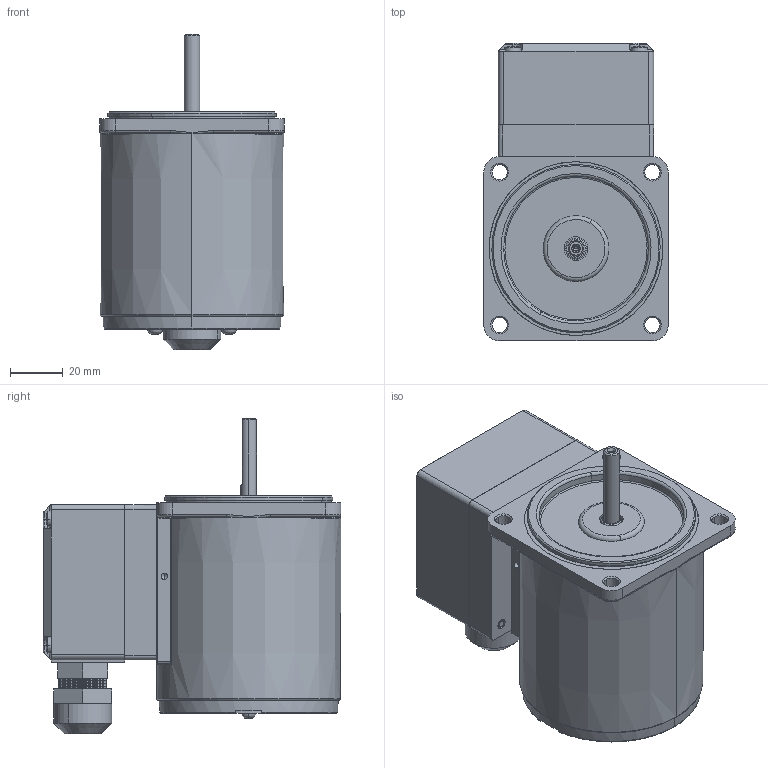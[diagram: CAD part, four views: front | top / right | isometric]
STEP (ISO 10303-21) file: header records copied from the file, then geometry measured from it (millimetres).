
FILE_DESCRIPTION (( 'STEP AP203' ), '1' );
FILE_NAME ('3RK15A-¡¼Ts-5C130¡¼4000Z0.STEP', '2017-12-29T06:16:28', ( '' ), ( '' ), 'SwSTEP 2.0', 'SolidWorks 2010', '' );
FILE_SCHEMA (( 'CONFIG_CONTROL_DESIGN' ));
Length unit declared in the file: millimetre
Products named in the file (12): 成品180度; 15A_0.成品; 彈簧壓板M3φ36x1t_Default; 圓頭十字螺絲 M3 x 40 --40N_JIS B 1111 Binding head screw M3 x 40 --40N; 丸頭十字螺絲M3x6_B18.6.7M - M3 x 0.5 x 8 Type I Cross Recessed PHMS --8C; 3RK15A-〖Ts-5C130〖4000Z0; M315Ts-RK_3.鑽孔; C364_車工(成品); Ts下蓋; Ts下墊片; Ts上蓋; 出線頭 Ver.2
Assembly tree (15 placements, depth 3):
  3RK15A-〖Ts-5C130〖4000Z0
    C364_車工(成品)
    成品180度
      Ts下墊片
      圓頭十字螺絲 M3 x 40 --40N_JIS B 1111 Binding head screw M3 x 40 --40N  x4
      Ts上蓋
      出線頭 Ver.2
      Ts下蓋
    彈簧壓板M3φ36x1t_Default
    M315Ts-RK_3.鑽孔
    丸頭十字螺絲M3x6_B18.6.7M - M3 x 0.5 x 8 Type I Cross Recessed PHMS --8C  x2
    15A_0.成品
Bounding box: 70 x 113 x 119.75 mm (x, y, z)
Volume: 227183.4 mm3; surface area: 92142.4 mm2
Topology: 14 solids, 14 shells, 2572 faces, 6710 edges, 4187 vertices
Faces by surface type: cone 1362, cylinder 891, plane 250, torus 44, sphere 14, bspline 11
Entity records: 34668 total; most frequent: CARTESIAN_POINT 7362, DIRECTION 6016, ORIENTED_EDGE 5228, EDGE_CURVE 2614, AXIS2_PLACEMENT_3D 2475, VERTEX_POINT 1634, CIRCLE 1436, EDGE_LOOP 1118
